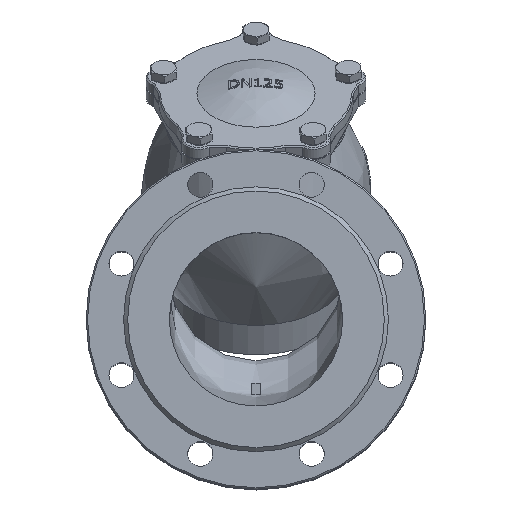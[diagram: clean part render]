
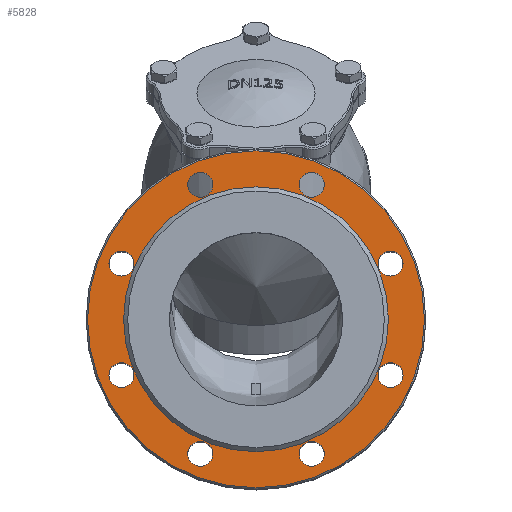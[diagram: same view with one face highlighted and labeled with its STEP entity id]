
A CAD part, top view. The second image highlights one B-rep face of the part: STEP entity #5828.
In plain terms, the highlighted planar face has unit normal (0, 0, 1).
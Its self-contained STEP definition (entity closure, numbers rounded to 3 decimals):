
#210=CIRCLE('',#6257,121.5);
#211=CIRCLE('',#6259,95.5);
#212=CIRCLE('',#6260,9.);
#213=CIRCLE('',#6261,9.);
#214=CIRCLE('',#6262,9.);
#215=CIRCLE('',#6263,9.);
#216=CIRCLE('',#6264,9.);
#217=CIRCLE('',#6265,9.);
#218=CIRCLE('',#6266,9.);
#219=CIRCLE('',#6267,9.);
#349=FACE_BOUND('',#1662,.T.);
#350=FACE_BOUND('',#1663,.T.);
#351=FACE_BOUND('',#1664,.T.);
#352=FACE_BOUND('',#1665,.T.);
#353=FACE_BOUND('',#1666,.T.);
#354=FACE_BOUND('',#1667,.T.);
#355=FACE_BOUND('',#1668,.T.);
#356=FACE_BOUND('',#1669,.T.);
#357=FACE_BOUND('',#1670,.T.);
#453=PLANE('',#6258);
#1305=FACE_OUTER_BOUND('',#1661,.T.);
#1661=EDGE_LOOP('',(#4388));
#1662=EDGE_LOOP('',(#4389));
#1663=EDGE_LOOP('',(#4390));
#1664=EDGE_LOOP('',(#4391));
#1665=EDGE_LOOP('',(#4392));
#1666=EDGE_LOOP('',(#4393));
#1667=EDGE_LOOP('',(#4394));
#1668=EDGE_LOOP('',(#4395));
#1669=EDGE_LOOP('',(#4396));
#1670=EDGE_LOOP('',(#4397));
#2535=VERTEX_POINT('',#11860);
#2536=VERTEX_POINT('',#11864);
#2537=VERTEX_POINT('',#11866);
#2538=VERTEX_POINT('',#11868);
#2539=VERTEX_POINT('',#11870);
#2540=VERTEX_POINT('',#11872);
#2541=VERTEX_POINT('',#11874);
#2542=VERTEX_POINT('',#11876);
#2543=VERTEX_POINT('',#11878);
#2544=VERTEX_POINT('',#11880);
#3197=EDGE_CURVE('',#2535,#2535,#210,.T.);
#3199=EDGE_CURVE('',#2536,#2536,#211,.T.);
#3200=EDGE_CURVE('',#2537,#2537,#212,.T.);
#3201=EDGE_CURVE('',#2538,#2538,#213,.T.);
#3202=EDGE_CURVE('',#2539,#2539,#214,.T.);
#3203=EDGE_CURVE('',#2540,#2540,#215,.T.);
#3204=EDGE_CURVE('',#2541,#2541,#216,.T.);
#3205=EDGE_CURVE('',#2542,#2542,#217,.T.);
#3206=EDGE_CURVE('',#2543,#2543,#218,.T.);
#3207=EDGE_CURVE('',#2544,#2544,#219,.T.);
#4388=ORIENTED_EDGE('',*,*,#3197,.F.);
#4389=ORIENTED_EDGE('',*,*,#3199,.F.);
#4390=ORIENTED_EDGE('',*,*,#3200,.T.);
#4391=ORIENTED_EDGE('',*,*,#3201,.T.);
#4392=ORIENTED_EDGE('',*,*,#3202,.T.);
#4393=ORIENTED_EDGE('',*,*,#3203,.T.);
#4394=ORIENTED_EDGE('',*,*,#3204,.T.);
#4395=ORIENTED_EDGE('',*,*,#3205,.T.);
#4396=ORIENTED_EDGE('',*,*,#3206,.T.);
#4397=ORIENTED_EDGE('',*,*,#3207,.T.);
#5828=ADVANCED_FACE('',(#1305,#349,#350,#351,#352,#353,#354,#355,#356,#357),
#453,.T.);
#6257=AXIS2_PLACEMENT_3D('',#11861,#6911,#6912);
#6258=AXIS2_PLACEMENT_3D('',#11863,#6914,#6915);
#6259=AXIS2_PLACEMENT_3D('',#11865,#6916,#6917);
#6260=AXIS2_PLACEMENT_3D('',#11867,#6918,#6919);
#6261=AXIS2_PLACEMENT_3D('',#11869,#6920,#6921);
#6262=AXIS2_PLACEMENT_3D('',#11871,#6922,#6923);
#6263=AXIS2_PLACEMENT_3D('',#11873,#6924,#6925);
#6264=AXIS2_PLACEMENT_3D('',#11875,#6926,#6927);
#6265=AXIS2_PLACEMENT_3D('',#11877,#6928,#6929);
#6266=AXIS2_PLACEMENT_3D('',#11879,#6930,#6931);
#6267=AXIS2_PLACEMENT_3D('',#11881,#6932,#6933);
#6911=DIRECTION('center_axis',(0.,0.,-1.));
#6912=DIRECTION('ref_axis',(-1.,0.,0.));
#6914=DIRECTION('center_axis',(0.,0.,1.));
#6915=DIRECTION('ref_axis',(1.,0.,0.));
#6916=DIRECTION('center_axis',(0.,0.,1.));
#6917=DIRECTION('ref_axis',(-1.,0.,0.));
#6918=DIRECTION('center_axis',(0.,0.,-1.));
#6919=DIRECTION('ref_axis',(-1.,0.,0.));
#6920=DIRECTION('center_axis',(0.,0.,-1.));
#6921=DIRECTION('ref_axis',(-1.,0.,0.));
#6922=DIRECTION('center_axis',(0.,0.,-1.));
#6923=DIRECTION('ref_axis',(-1.,0.,0.));
#6924=DIRECTION('center_axis',(0.,0.,-1.));
#6925=DIRECTION('ref_axis',(-1.,0.,0.));
#6926=DIRECTION('center_axis',(0.,0.,-1.));
#6927=DIRECTION('ref_axis',(-1.,0.,0.));
#6928=DIRECTION('center_axis',(0.,0.,-1.));
#6929=DIRECTION('ref_axis',(-1.,0.,0.));
#6930=DIRECTION('center_axis',(0.,0.,-1.));
#6931=DIRECTION('ref_axis',(-1.,0.,0.));
#6932=DIRECTION('center_axis',(0.,0.,-1.));
#6933=DIRECTION('ref_axis',(-1.,0.,0.));
#11860=CARTESIAN_POINT('',(121.5,0.,347.));
#11861=CARTESIAN_POINT('Origin',(0.,0.,347.));
#11863=CARTESIAN_POINT('Origin',(0.,0.,347.));
#11864=CARTESIAN_POINT('',(95.5,0.,347.));
#11865=CARTESIAN_POINT('Origin',(0.,0.,347.));
#11866=CARTESIAN_POINT('',(49.182,97.007,347.));
#11867=CARTESIAN_POINT('Origin',(40.182,97.007,347.));
#11868=CARTESIAN_POINT('',(-31.182,97.007,347.));
#11869=CARTESIAN_POINT('Origin',(-40.182,97.007,347.));
#11870=CARTESIAN_POINT('',(-88.007,40.182,347.));
#11871=CARTESIAN_POINT('Origin',(-97.007,40.182,347.));
#11872=CARTESIAN_POINT('',(-88.007,-40.182,347.));
#11873=CARTESIAN_POINT('Origin',(-97.007,-40.182,347.));
#11874=CARTESIAN_POINT('',(-31.182,-97.007,347.));
#11875=CARTESIAN_POINT('Origin',(-40.182,-97.007,347.));
#11876=CARTESIAN_POINT('',(49.182,-97.007,347.));
#11877=CARTESIAN_POINT('Origin',(40.182,-97.007,347.));
#11878=CARTESIAN_POINT('',(106.007,-40.182,347.));
#11879=CARTESIAN_POINT('Origin',(97.007,-40.182,347.));
#11880=CARTESIAN_POINT('',(106.007,40.182,347.));
#11881=CARTESIAN_POINT('Origin',(97.007,40.182,347.));
